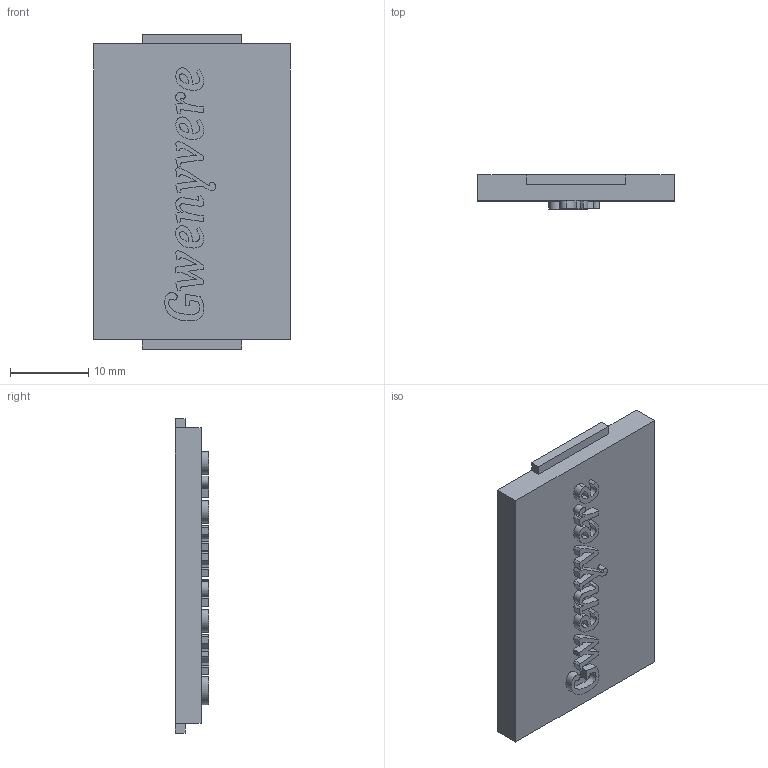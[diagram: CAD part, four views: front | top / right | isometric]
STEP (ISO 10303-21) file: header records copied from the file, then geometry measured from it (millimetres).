
FILE_DESCRIPTION(/* description */ ('Unknown'),/* implementation_level */ '2;1');
FILE_NAME(/* name */ 'Nameplate',/* time_stamp */ '2025-04-17T16:47:22Z',/* author */ ('Unknown'),/* organization */ ('Unknown'),/* preprocessor_version */ 'ST-DEVELOPER v19.4',/* originating_system */ 'Solid Edge',/* authorisation */ 'Unknown');
FILE_SCHEMA (('AUTOMOTIVE_DESIGN {1 0 10303 214 3 1 1}'));
Length unit declared in the file: millimetre
Products named in the file (1): Nameplate
Bounding box: 25.15 x 4.32 x 40.31 mm (x, y, z)
Volume: 3250.3 mm3; surface area: 2564.2 mm2
Topology: 1 solids, 1 shells, 111 faces, 291 edges, 194 vertices
Faces by surface type: plane 69, bspline 41, cylinder 1
Entity records: 4793 total; most frequent: CARTESIAN_POINT 2300, ORIENTED_EDGE 582, DIRECTION 353, EDGE_CURVE 291, LINE 207, VECTOR 207, VERTEX_POINT 194, EDGE_LOOP 123
